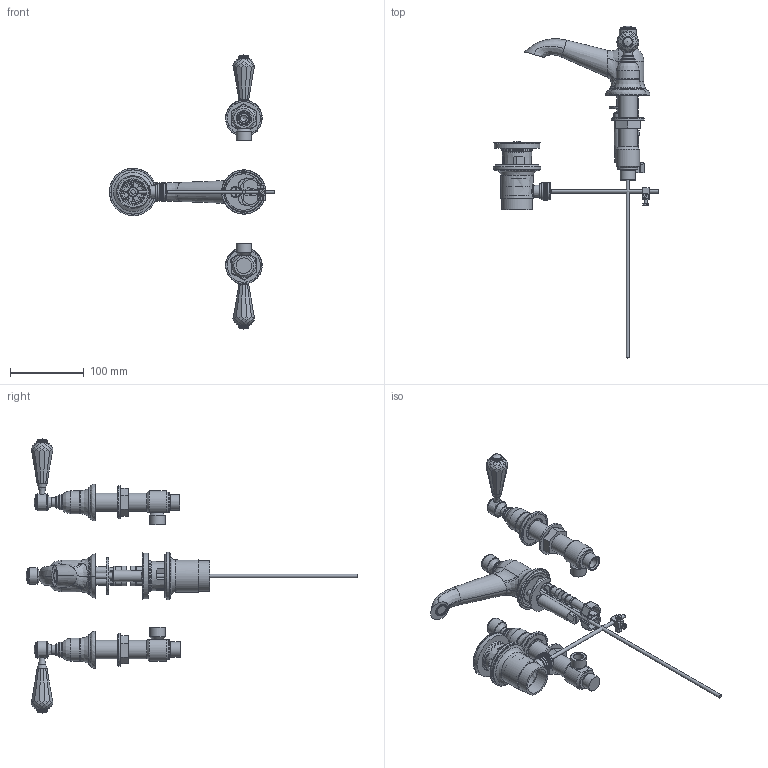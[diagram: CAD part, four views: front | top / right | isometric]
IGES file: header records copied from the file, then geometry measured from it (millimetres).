
Global section: file name: V2K11-SC-SB; native system: Autodesk Inventor 2018; preprocessor: unknown; author: rclarke; date: 20181211.091211; units: millimetre
Bounding box: 224.15 x 450.61 x 372.24 mm (x, y, z)
Volume: 491422.3 mm3; surface area: 257919.5 mm2
Topology: 76 solids, 77 shells, 2986 faces, 7732 edges, 5090 vertices
Faces by surface type: bspline 2976, offset 10
